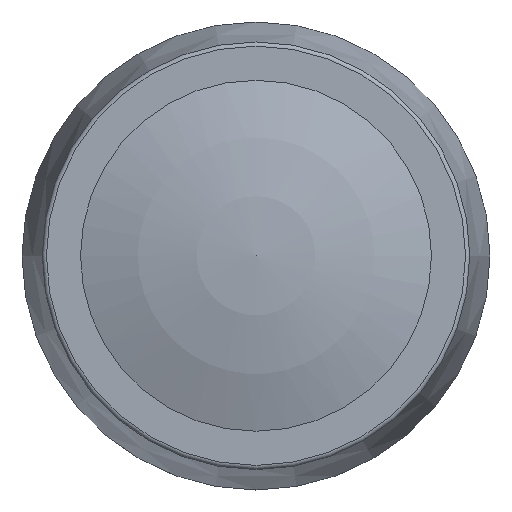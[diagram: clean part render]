
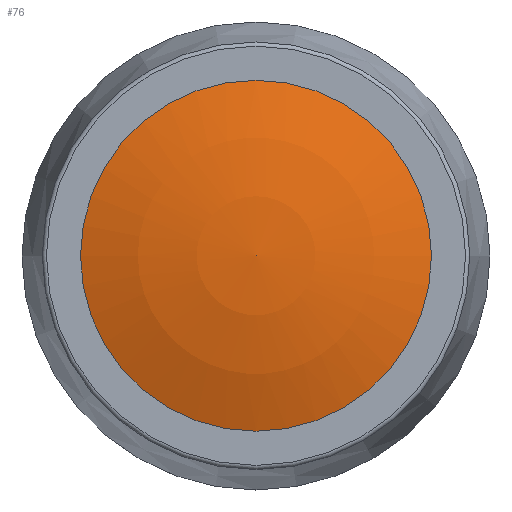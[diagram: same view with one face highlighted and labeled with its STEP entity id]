
A CAD part, top view. The second image highlights one B-rep face of the part: STEP entity #76.
In plain terms, the highlighted spherical face has radius 25 mm.
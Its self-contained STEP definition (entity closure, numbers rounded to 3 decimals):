
#76 = ADVANCED_FACE( '', ( #167 ), #168, .T. );
#167 = FACE_OUTER_BOUND( '', #267, .T. );
#168 = SPHERICAL_SURFACE( '', #268, 25. );
#267 = EDGE_LOOP( '', ( #389 ) );
#268 = AXIS2_PLACEMENT_3D( '', #390, #391, #392 );
#389 = ORIENTED_EDGE( '', *, *, #456, .T. );
#390 = CARTESIAN_POINT( '', ( 0., 0., -11. ) );
#391 = DIRECTION( '', ( 0., 0., 1. ) );
#392 = DIRECTION( '', ( 0., 1., 0. ) );
#456 = EDGE_CURVE( '', #508, #508, #509, .T. );
#508 = VERTEX_POINT( '', #576 );
#509 = CIRCLE( '', #577, 8.249 );
#576 = CARTESIAN_POINT( '', ( 8.249, 0., 12.6 ) );
#577 = AXIS2_PLACEMENT_3D( '', #646, #647, #648 );
#646 = CARTESIAN_POINT( '', ( 0., 0., 12.6 ) );
#647 = DIRECTION( '', ( 0., 0., 1. ) );
#648 = DIRECTION( '', ( 1., 0., 0. ) );
